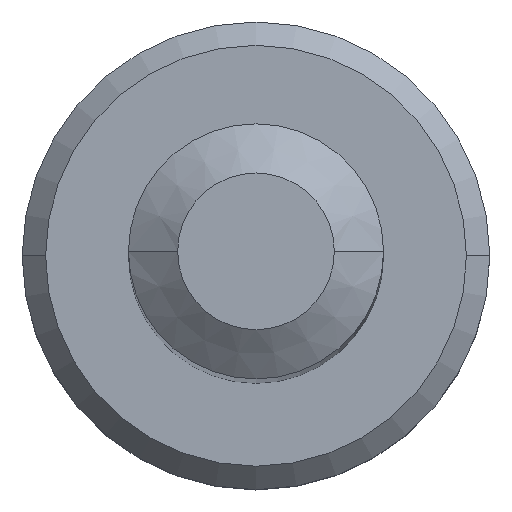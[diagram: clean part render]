
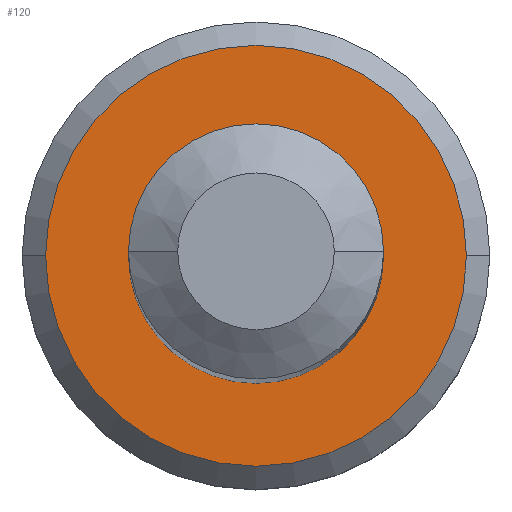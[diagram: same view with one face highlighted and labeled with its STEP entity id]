
A CAD part, top view. The second image highlights one B-rep face of the part: STEP entity #120.
In plain terms, the highlighted planar face has unit normal (0, 0, 1).
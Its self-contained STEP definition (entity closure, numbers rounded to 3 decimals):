
#8 = DIRECTION ( 'NONE',  ( -1., 0., 0. ) ) ;
#57 = DIRECTION ( 'NONE',  ( 0., 0., 1. ) ) ;
#59 = CARTESIAN_POINT ( 'NONE',  ( 0., 0., -30. ) ) ;
#73 = CARTESIAN_POINT ( 'NONE',  ( 0., 0., -30. ) ) ;
#88 = DIRECTION ( 'NONE',  ( -1., 0., 0. ) ) ;
#114 = CARTESIAN_POINT ( 'NONE',  ( 0., 0., -30. ) ) ;
#120 = ADVANCED_FACE ( 'NONE', ( #434, #145 ), #577, .F. ) ;
#121 = DIRECTION ( 'NONE',  ( 0., 0., 1. ) ) ;
#140 = DIRECTION ( 'NONE',  ( -1., 0., 0. ) ) ;
#145 = FACE_BOUND ( 'NONE', #512, .T. ) ;
#149 = DIRECTION ( 'NONE',  ( 0., 0., 1. ) ) ;
#158 = AXIS2_PLACEMENT_3D ( 'NONE', #256, #149, #88 ) ;
#162 = AXIS2_PLACEMENT_3D ( 'NONE', #114, #57, #140 ) ;
#169 = CARTESIAN_POINT ( 'NONE',  ( 0., 0., -30. ) ) ;
#170 = AXIS2_PLACEMENT_3D ( 'NONE', #59, #333, #380 ) ;
#189 = AXIS2_PLACEMENT_3D ( 'NONE', #169, #121, #8 ) ;
#204 = ORIENTED_EDGE ( 'NONE', *, *, #364, .T. ) ;
#256 = CARTESIAN_POINT ( 'NONE',  ( 0., 0., -30. ) ) ;
#257 = AXIS2_PLACEMENT_3D ( 'NONE', #73, #727, #494 ) ;
#305 = CIRCLE ( 'NONE', #162, 2.475 ) ;
#333 = DIRECTION ( 'NONE',  ( 0., 0., 1. ) ) ;
#336 = CARTESIAN_POINT ( 'NONE',  ( -1.5, 0., -30. ) ) ;
#341 = EDGE_CURVE ( 'NONE', #635, #350, #450, .T. ) ;
#350 = VERTEX_POINT ( 'NONE', #336 ) ;
#353 = ORIENTED_EDGE ( 'NONE', *, *, #341, .F. ) ;
#360 = EDGE_CURVE ( 'NONE', #685, #592, #525, .T. ) ;
#364 = EDGE_CURVE ( 'NONE', #592, #685, #305, .T. ) ;
#371 = EDGE_LOOP ( 'NONE', ( #736, #204 ) ) ;
#372 = EDGE_CURVE ( 'NONE', #350, #635, #640, .T. ) ;
#380 = DIRECTION ( 'NONE',  ( -1., 0., 0. ) ) ;
#434 = FACE_OUTER_BOUND ( 'NONE', #371, .T. ) ;
#439 = ORIENTED_EDGE ( 'NONE', *, *, #372, .F. ) ;
#450 = CIRCLE ( 'NONE', #189, 1.5 ) ;
#494 = DIRECTION ( 'NONE',  ( -1., 0., 0. ) ) ;
#512 = EDGE_LOOP ( 'NONE', ( #353, #439 ) ) ;
#525 = CIRCLE ( 'NONE', #170, 2.475 ) ;
#577 = PLANE ( 'NONE',  #257 ) ;
#592 = VERTEX_POINT ( 'NONE', #738 ) ;
#635 = VERTEX_POINT ( 'NONE', #711 ) ;
#640 = CIRCLE ( 'NONE', #158, 1.5 ) ;
#685 = VERTEX_POINT ( 'NONE', #696 ) ;
#696 = CARTESIAN_POINT ( 'NONE',  ( -2.475, 0., -30. ) ) ;
#711 = CARTESIAN_POINT ( 'NONE',  ( 1.5, 0., -30. ) ) ;
#727 = DIRECTION ( 'NONE',  ( 0., 0., -1. ) ) ;
#736 = ORIENTED_EDGE ( 'NONE', *, *, #360, .T. ) ;
#738 = CARTESIAN_POINT ( 'NONE',  ( 2.475, 0., -30. ) ) ;
